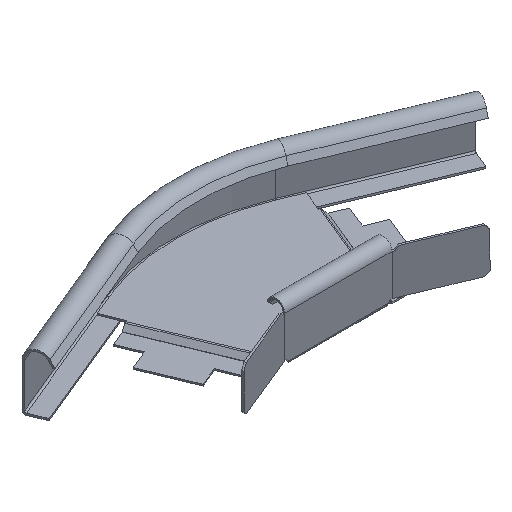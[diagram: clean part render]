
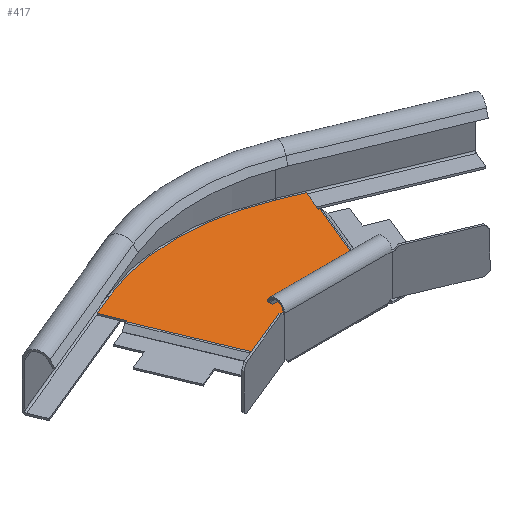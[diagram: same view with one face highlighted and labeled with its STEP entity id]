
A CAD part, isometric view. The second image highlights one B-rep face of the part: STEP entity #417.
In plain terms, the highlighted planar face has unit normal (0, 0, 1).
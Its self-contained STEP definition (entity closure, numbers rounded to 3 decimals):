
#31 = CARTESIAN_POINT ( 'NONE',  ( -70.304, 88.784, 0. ) ) ;
#66 = DIRECTION ( 'NONE',  ( 0.924, -0.383, 0. ) ) ;
#68 = FACE_OUTER_BOUND ( 'NONE', #1184, .T. ) ;
#78 = EDGE_CURVE ( 'NONE', #2796, #3101, #3988, .T. ) ;
#86 = LINE ( 'NONE', #3463, #4273 ) ;
#184 = VERTEX_POINT ( 'NONE', #256 ) ;
#256 = CARTESIAN_POINT ( 'NONE',  ( -56.002, 94.708, 0. ) ) ;
#277 = DIRECTION ( 'NONE',  ( 1., 0., 0. ) ) ;
#342 = LINE ( 'NONE', #1868, #3761 ) ;
#369 = VECTOR ( 'NONE', #4280, 1000. ) ;
#417 = ADVANCED_FACE ( 'NONE', ( #68 ), #476, .F. ) ;
#426 = CARTESIAN_POINT ( 'NONE',  ( 70.304, 88.784, 0. ) ) ;
#476 = PLANE ( 'NONE',  #3831 ) ;
#485 = VERTEX_POINT ( 'NONE', #2164 ) ;
#563 = DIRECTION ( 'NONE',  ( 0.383, -0.924, 0. ) ) ;
#578 = DIRECTION ( 'NONE',  ( 1., 0., 0. ) ) ;
#614 = DIRECTION ( 'NONE',  ( -0.383, -0.924, 0. ) ) ;
#622 = VERTEX_POINT ( 'NONE', #3106 ) ;
#702 = DIRECTION ( 'NONE',  ( 0., 0., 1. ) ) ;
#803 = DIRECTION ( 'NONE',  ( -1., 0., 0. ) ) ;
#945 = LINE ( 'NONE', #1976, #369 ) ;
#958 = EDGE_CURVE ( 'NONE', #622, #184, #3941, .T. ) ;
#959 = ORIENTED_EDGE ( 'NONE', *, *, #3966, .F. ) ;
#983 = ORIENTED_EDGE ( 'NONE', *, *, #78, .T. ) ;
#985 = ORIENTED_EDGE ( 'NONE', *, *, #1534, .F. ) ;
#1045 = VECTOR ( 'NONE', #66, 1000. ) ;
#1053 = CARTESIAN_POINT ( 'NONE',  ( -64.563, 74.925, 0. ) ) ;
#1057 = CARTESIAN_POINT ( 'NONE',  ( 79.345, 68.802, 0. ) ) ;
#1162 = DIRECTION ( 'NONE',  ( -0.924, -0.383, 0. ) ) ;
#1184 = EDGE_LOOP ( 'NONE', ( #3810, #3606, #3982, #959, #2619, #985, #3754, #2309, #3236, #1635, #983 ) ) ;
#1288 = EDGE_CURVE ( 'NONE', #485, #3381, #3981, .T. ) ;
#1416 = EDGE_CURVE ( 'NONE', #2750, #2543, #945, .T. ) ;
#1421 = CARTESIAN_POINT ( 'NONE',  ( 64.563, 74.925, 0. ) ) ;
#1500 = DIRECTION ( 'NONE',  ( -0.383, -0.924, 0. ) ) ;
#1534 = EDGE_CURVE ( 'NONE', #2543, #2598, #4035, .T. ) ;
#1635 = ORIENTED_EDGE ( 'NONE', *, *, #3019, .T. ) ;
#1862 = VERTEX_POINT ( 'NONE', #3035 ) ;
#1868 = CARTESIAN_POINT ( 'NONE',  ( -15.279, -46.454, 0. ) ) ;
#1877 = EDGE_CURVE ( 'NONE', #2598, #2159, #2027, .T. ) ;
#1924 = CARTESIAN_POINT ( 'NONE',  ( 64.563, 74.925, 0. ) ) ;
#1953 = CARTESIAN_POINT ( 'NONE',  ( 34.521, 0., 0. ) ) ;
#1976 = CARTESIAN_POINT ( 'NONE',  ( 70.304, 88.784, 0. ) ) ;
#2023 = CARTESIAN_POINT ( 'NONE',  ( 0., 0., 0. ) ) ;
#2027 = LINE ( 'NONE', #1057, #1045 ) ;
#2137 = CARTESIAN_POINT ( 'NONE',  ( 56.002, 94.708, 0. ) ) ;
#2158 = AXIS2_PLACEMENT_3D ( 'NONE', #4234, #2270, #277 ) ;
#2159 = VERTEX_POINT ( 'NONE', #3178 ) ;
#2164 = CARTESIAN_POINT ( 'NONE',  ( -34.521, 0., 0. ) ) ;
#2236 = VECTOR ( 'NONE', #578, 1000. ) ;
#2244 = VECTOR ( 'NONE', #3413, 1000. ) ;
#2270 = DIRECTION ( 'NONE',  ( 0., 0., -1. ) ) ;
#2309 = ORIENTED_EDGE ( 'NONE', *, *, #2324, .F. ) ;
#2324 = EDGE_CURVE ( 'NONE', #622, #2750, #2945, .T. ) ;
#2350 = DIRECTION ( 'NONE',  ( -0.924, -0.383, 0. ) ) ;
#2369 = LINE ( 'NONE', #2794, #4015 ) ;
#2443 = CARTESIAN_POINT ( 'NONE',  ( -0.13, -40.179, 0. ) ) ;
#2504 = CARTESIAN_POINT ( 'NONE',  ( -70.304, 88.784, 0. ) ) ;
#2543 = VERTEX_POINT ( 'NONE', #426 ) ;
#2598 = VERTEX_POINT ( 'NONE', #1421 ) ;
#2619 = ORIENTED_EDGE ( 'NONE', *, *, #1877, .F. ) ;
#2661 = CARTESIAN_POINT ( 'NONE',  ( -0.13, -40.179, 0. ) ) ;
#2739 = CARTESIAN_POINT ( 'NONE',  ( -64.563, 74.925, 0. ) ) ;
#2750 = VERTEX_POINT ( 'NONE', #2137 ) ;
#2773 = DIRECTION ( 'NONE',  ( 0., 0., -1. ) ) ;
#2794 = CARTESIAN_POINT ( 'NONE',  ( -79.345, 68.802, 0. ) ) ;
#2796 = VERTEX_POINT ( 'NONE', #2504 ) ;
#2863 = LINE ( 'NONE', #31, #3849 ) ;
#2945 = CIRCLE ( 'NONE', #2158, 146. ) ;
#3009 = DIRECTION ( 'NONE',  ( -1., 0., 0. ) ) ;
#3019 = EDGE_CURVE ( 'NONE', #184, #2796, #2863, .T. ) ;
#3035 = CARTESIAN_POINT ( 'NONE',  ( -65.411, 74.574, 0. ) ) ;
#3101 = VERTEX_POINT ( 'NONE', #1053 ) ;
#3106 = CARTESIAN_POINT ( 'NONE',  ( 0., 105.821, 0. ) ) ;
#3162 = VECTOR ( 'NONE', #614, 1000. ) ;
#3178 = CARTESIAN_POINT ( 'NONE',  ( 65.411, 74.574, 0. ) ) ;
#3218 = AXIS2_PLACEMENT_3D ( 'NONE', #2661, #702, #3009 ) ;
#3236 = ORIENTED_EDGE ( 'NONE', *, *, #958, .T. ) ;
#3381 = VERTEX_POINT ( 'NONE', #1953 ) ;
#3413 = DIRECTION ( 'NONE',  ( 0.383, -0.924, 0. ) ) ;
#3463 = CARTESIAN_POINT ( 'NONE',  ( 15.279, -46.454, 0. ) ) ;
#3606 = ORIENTED_EDGE ( 'NONE', *, *, #4069, .T. ) ;
#3754 = ORIENTED_EDGE ( 'NONE', *, *, #1416, .F. ) ;
#3761 = VECTOR ( 'NONE', #563, 1000. ) ;
#3772 = EDGE_CURVE ( 'NONE', #3101, #1862, #2369, .T. ) ;
#3810 = ORIENTED_EDGE ( 'NONE', *, *, #3772, .T. ) ;
#3831 = AXIS2_PLACEMENT_3D ( 'NONE', #2443, #2773, #803 ) ;
#3849 = VECTOR ( 'NONE', #2350, 1000. ) ;
#3941 = CIRCLE ( 'NONE', #3218, 146. ) ;
#3966 = EDGE_CURVE ( 'NONE', #2159, #3381, #86, .T. ) ;
#3981 = LINE ( 'NONE', #2023, #2236 ) ;
#3982 = ORIENTED_EDGE ( 'NONE', *, *, #1288, .T. ) ;
#3988 = LINE ( 'NONE', #2739, #2244 ) ;
#4015 = VECTOR ( 'NONE', #1162, 1000. ) ;
#4035 = LINE ( 'NONE', #1924, #3162 ) ;
#4069 = EDGE_CURVE ( 'NONE', #1862, #485, #342, .T. ) ;
#4234 = CARTESIAN_POINT ( 'NONE',  ( 0.13, -40.179, 0. ) ) ;
#4273 = VECTOR ( 'NONE', #1500, 1000. ) ;
#4280 = DIRECTION ( 'NONE',  ( 0.924, -0.383, 0. ) ) ;
